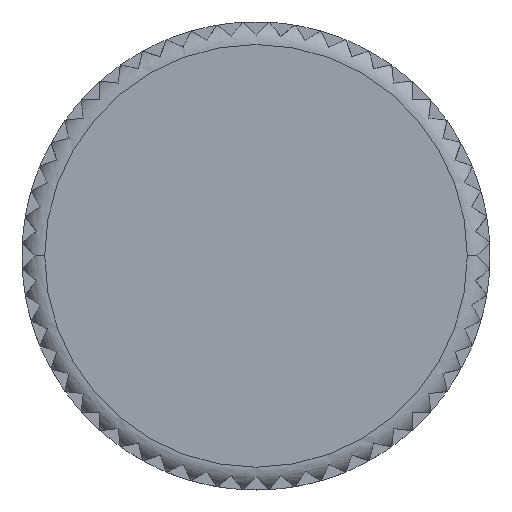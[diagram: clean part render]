
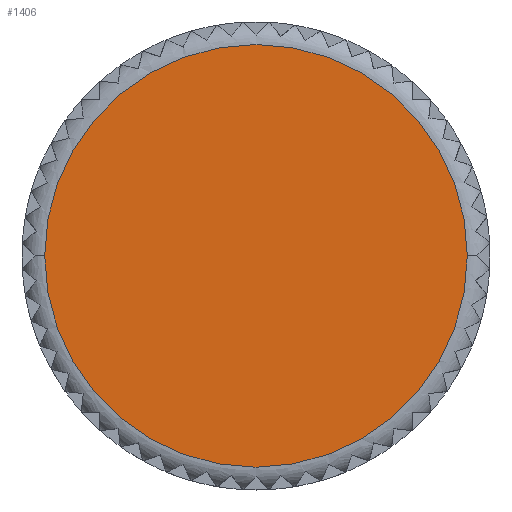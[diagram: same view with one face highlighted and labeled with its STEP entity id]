
A CAD part, top view. The second image highlights one B-rep face of the part: STEP entity #1406.
In plain terms, the highlighted planar face has unit normal (0, 0, 1).
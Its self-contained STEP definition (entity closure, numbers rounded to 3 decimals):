
#1406=ADVANCED_FACE('',(#3690),#3691,.T.);
#1540=EDGE_CURVE('',#3390,#2216,#3837,.T.);
#1778=EDGE_CURVE('',#2216,#3390,#4097,.T.);
#2216=VERTEX_POINT('',#4575);
#3390=VERTEX_POINT('',#5850);
#3690=FACE_OUTER_BOUND('',#6427,.T.);
#3691=PLANE('',#6428);
#3837=CIRCLE('',#6730,14.0);
#4097=CIRCLE('',#7188,14.0);
#4575=CARTESIAN_POINT('',(-14.0,0.,27.0));
#5850=CARTESIAN_POINT('',(14.0,0.,27.0));
#6427=EDGE_LOOP('',(#11068,#11069));
#6428=AXIS2_PLACEMENT_3D('',#11070,#11071,#11072);
#6730=AXIS2_PLACEMENT_3D('',#11214,#11215,#11216);
#7188=AXIS2_PLACEMENT_3D('',#11468,#11469,#11470);
#11068=ORIENTED_EDGE('',*,*,#1778,.T.);
#11069=ORIENTED_EDGE('',*,*,#1540,.T.);
#11070=CARTESIAN_POINT('',(-7.0,0.,27.0));
#11071=DIRECTION('',(0.0,0.0,1.0));
#11072=DIRECTION('',(-1.0,0.,0.0));
#11214=CARTESIAN_POINT('',(0.0,0.,27.0));
#11215=DIRECTION('',(0.0,0.0,1.0));
#11216=DIRECTION('',(-1.0,0.,0.0));
#11468=CARTESIAN_POINT('',(0.0,0.,27.0));
#11469=DIRECTION('',(0.0,0.0,1.0));
#11470=DIRECTION('',(-1.0,0.,0.0));
